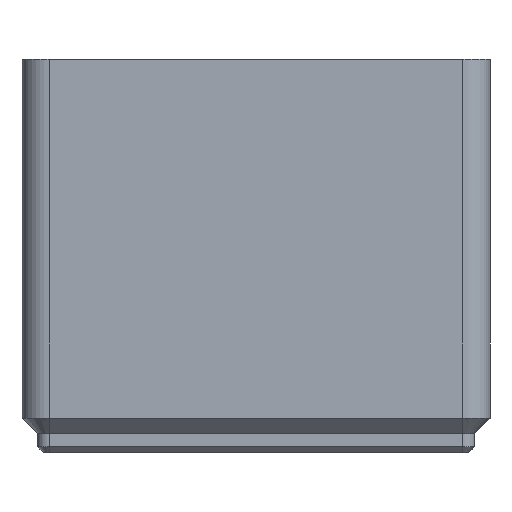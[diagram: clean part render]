
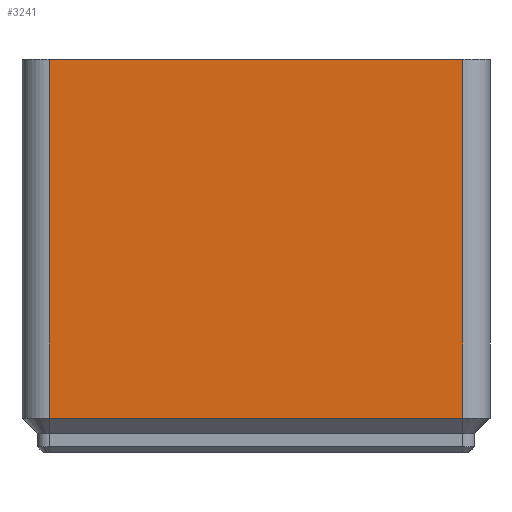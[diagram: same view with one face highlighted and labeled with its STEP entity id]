
A CAD part, front view. The second image highlights one B-rep face of the part: STEP entity #3241.
In plain terms, the highlighted planar face has unit normal (0, -1, 0).
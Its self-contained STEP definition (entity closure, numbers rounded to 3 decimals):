
#323=FACE_OUTER_BOUND('',#513,.T.);
#513=EDGE_LOOP('',(#2956,#2957,#2958,#2959));
#840=LINE('',#5252,#1151);
#885=LINE('',#5375,#1196);
#939=LINE('',#5520,#1250);
#960=LINE('',#5639,#1271);
#1151=VECTOR('',#4105,10.);
#1196=VECTOR('',#4240,10.);
#1250=VECTOR('',#4392,10.);
#1271=VECTOR('',#4569,10.);
#1462=VERTEX_POINT('',#5249);
#1463=VERTEX_POINT('',#5251);
#1496=VERTEX_POINT('',#5371);
#1538=VERTEX_POINT('',#5518);
#1833=EDGE_CURVE('',#1462,#1463,#840,.T.);
#1895=EDGE_CURVE('',#1463,#1496,#885,.T.);
#1968=EDGE_CURVE('',#1462,#1538,#939,.T.);
#2027=EDGE_CURVE('',#1538,#1496,#960,.T.);
#2956=ORIENTED_EDGE('',*,*,#1833,.F.);
#2957=ORIENTED_EDGE('',*,*,#1968,.T.);
#2958=ORIENTED_EDGE('',*,*,#2027,.T.);
#2959=ORIENTED_EDGE('',*,*,#1895,.F.);
#3060=PLANE('',#3590);
#3241=ADVANCED_FACE('',(#323),#3060,.T.);
#3590=AXIS2_PLACEMENT_3D('',#5638,#4567,#4568);
#4105=DIRECTION('',(0.,0.,-1.));
#4240=DIRECTION('',(-1.,0.,0.));
#4392=DIRECTION('',(-1.,0.,0.));
#4567=DIRECTION('center_axis',(0.,-1.,0.));
#4568=DIRECTION('ref_axis',(1.,0.,0.));
#4569=DIRECTION('',(0.,0.,-1.));
#5249=CARTESIAN_POINT('',(60.75,0.,49.2));
#5251=CARTESIAN_POINT('',(60.75,0.,-0.25));
#5252=CARTESIAN_POINT('',(60.75,0.,0.));
#5371=CARTESIAN_POINT('',(3.75,0.,-0.25));
#5375=CARTESIAN_POINT('',(54.625,0.,-0.25));
#5518=CARTESIAN_POINT('',(3.75,0.,49.2));
#5520=CARTESIAN_POINT('',(16.125,0.,49.2));
#5638=CARTESIAN_POINT('Origin',(0.,0.,0.));
#5639=CARTESIAN_POINT('',(3.75,0.,0.));
